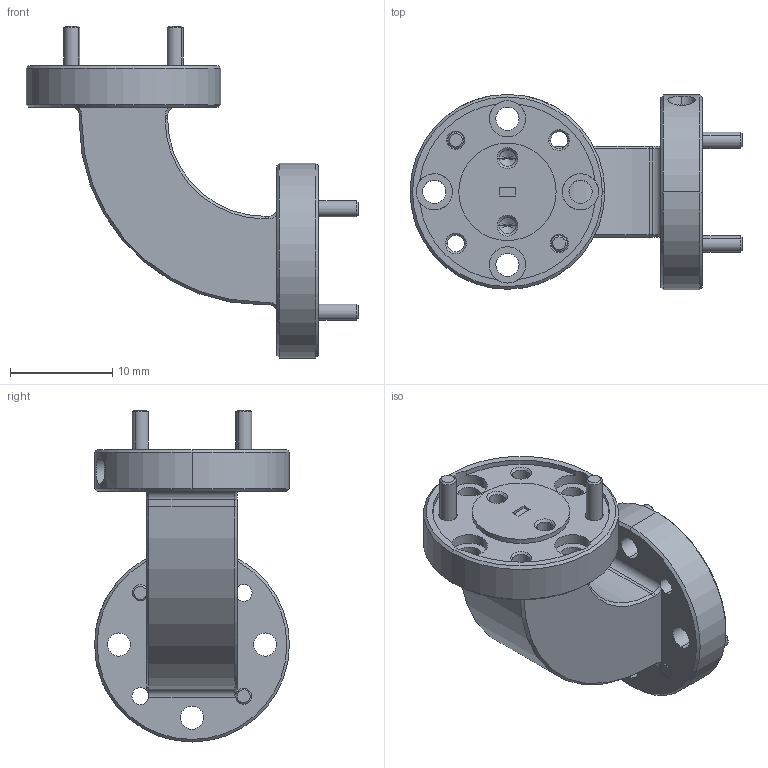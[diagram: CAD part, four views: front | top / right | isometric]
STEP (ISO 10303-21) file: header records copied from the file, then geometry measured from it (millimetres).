
FILE_DESCRIPTION (( 'STEP AP203' ), '1' );
FILE_NAME ('STQ-WB-06090-H1.STEP', '2023-05-18T17:15:09', ( '' ), ( '' ), 'SwSTEP 2.0', 'SolidWorks 2021', '' );
FILE_SCHEMA (( 'CONFIG_CONTROL_DESIGN' ));
Length unit declared in the file: inch
Products named in the file (1): STQ-WB-06090-H1
Bounding box: 32.45 x 19.05 x 32.45 mm (x, y, z)
Volume: 3770.7 mm3; surface area: 3506.6 mm2
Topology: 21 solids, 21 shells, 650 faces, 1334 edges, 776 vertices
Faces by surface type: cone 244, plane 224, cylinder 182
Entity records: 17535 total; most frequent: CARTESIAN_POINT 3601, DIRECTION 3106, ORIENTED_EDGE 2652, EDGE_CURVE 1326, AXIS2_PLACEMENT_3D 1261, VERTEX_POINT 776, EDGE_LOOP 740, FACE_OUTER_BOUND 650
